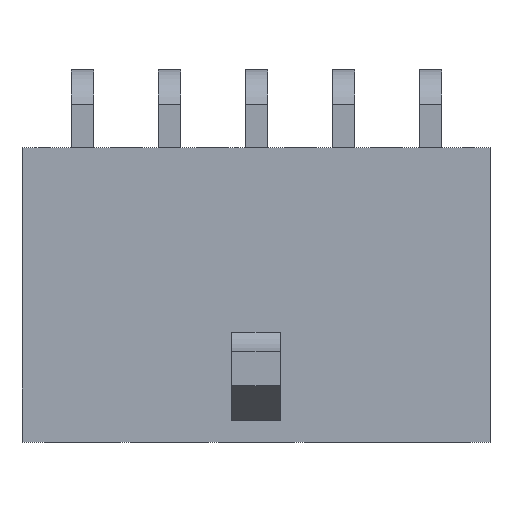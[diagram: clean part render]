
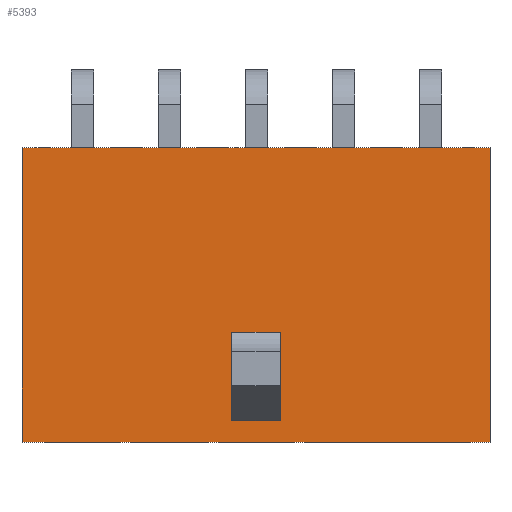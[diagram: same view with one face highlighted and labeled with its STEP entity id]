
A CAD part, top view. The second image highlights one B-rep face of the part: STEP entity #5393.
In plain terms, the highlighted planar face has unit normal (0, 0, 1).
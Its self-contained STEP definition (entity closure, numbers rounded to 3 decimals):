
#400=ORIENTED_EDGE('',*,*,#1342,.F.);
#401=ORIENTED_EDGE('',*,*,#1343,.F.);
#402=ORIENTED_EDGE('',*,*,#1344,.T.);
#403=ORIENTED_EDGE('',*,*,#1345,.T.);
#404=ORIENTED_EDGE('',*,*,#1201,.F.);
#405=ORIENTED_EDGE('',*,*,#1210,.F.);
#406=ORIENTED_EDGE('',*,*,#1205,.T.);
#407=ORIENTED_EDGE('',*,*,#1212,.T.);
#1201=EDGE_CURVE('',#1740,#1741,#2096,.T.);
#1205=EDGE_CURVE('',#1744,#1745,#2099,.T.);
#1210=EDGE_CURVE('',#1744,#1740,#2103,.T.);
#1212=EDGE_CURVE('',#1745,#1741,#2105,.T.);
#1342=EDGE_CURVE('',#1826,#1827,#2235,.T.);
#1343=EDGE_CURVE('',#1828,#1826,#2236,.T.);
#1344=EDGE_CURVE('',#1828,#1829,#2237,.T.);
#1345=EDGE_CURVE('',#1829,#1827,#2238,.T.);
#1740=VERTEX_POINT('',#6927);
#1741=VERTEX_POINT('',#6928);
#1744=VERTEX_POINT('',#6936);
#1745=VERTEX_POINT('',#6937);
#1826=VERTEX_POINT('',#7206);
#1827=VERTEX_POINT('',#7207);
#1828=VERTEX_POINT('',#7209);
#1829=VERTEX_POINT('',#7211);
#2096=LINE('',#6926,#2619);
#2099=LINE('',#6935,#2622);
#2103=LINE('',#6945,#2626);
#2105=LINE('',#6949,#2628);
#2235=LINE('',#7205,#2758);
#2236=LINE('',#7208,#2759);
#2237=LINE('',#7210,#2760);
#2238=LINE('',#7212,#2761);
#2619=VECTOR('',#5885,1000.);
#2622=VECTOR('',#5892,1000.);
#2626=VECTOR('',#5900,1000.);
#2628=VECTOR('',#5906,1000.);
#2758=VECTOR('',#6132,1000.);
#2759=VECTOR('',#6133,1000.);
#2760=VECTOR('',#6134,1000.);
#2761=VECTOR('',#6135,1000.);
#3158=EDGE_LOOP('',(#400,#401,#402,#403));
#3159=EDGE_LOOP('',(#404,#405,#406,#407));
#3401=FACE_BOUND('',#3158,.T.);
#3402=FACE_BOUND('',#3159,.T.);
#3641=PLANE('',#5622);
#5393=ADVANCED_FACE('',(#3401,#3402),#3641,.T.);
#5622=AXIS2_PLACEMENT_3D('',#7204,#6130,#6131);
#5885=DIRECTION('',(0.,-1.,0.));
#5892=DIRECTION('',(0.,-1.,0.));
#5900=DIRECTION('',(-1.,0.,0.));
#5906=DIRECTION('',(-1.,0.,0.));
#6130=DIRECTION('',(0.,0.,1.));
#6131=DIRECTION('',(1.,0.,0.));
#6132=DIRECTION('',(1.,0.,0.));
#6133=DIRECTION('',(0.,1.,0.));
#6134=DIRECTION('',(1.,0.,0.));
#6135=DIRECTION('',(0.,1.,0.));
#6926=CARTESIAN_POINT('',(-0.7,-7.85,1.89));
#6927=CARTESIAN_POINT('',(-0.7,-5.31,1.89));
#6928=CARTESIAN_POINT('',(-0.7,-7.85,1.89));
#6935=CARTESIAN_POINT('',(0.7,-7.85,1.89));
#6936=CARTESIAN_POINT('',(0.7,-5.31,1.89));
#6937=CARTESIAN_POINT('',(0.7,-7.85,1.89));
#6945=CARTESIAN_POINT('',(0.7,-5.31,1.89));
#6949=CARTESIAN_POINT('',(0.7,-7.85,1.89));
#7204=CARTESIAN_POINT('',(-6.72,-8.46,1.89));
#7205=CARTESIAN_POINT('',(-6.72,0.,1.89));
#7206=CARTESIAN_POINT('',(-6.72,0.,1.89));
#7207=CARTESIAN_POINT('',(6.72,0.,1.89));
#7208=CARTESIAN_POINT('',(-6.72,-8.46,1.89));
#7209=CARTESIAN_POINT('',(-6.72,-8.46,1.89));
#7210=CARTESIAN_POINT('',(-6.72,-8.46,1.89));
#7211=CARTESIAN_POINT('',(6.72,-8.46,1.89));
#7212=CARTESIAN_POINT('',(6.72,-8.46,1.89));
